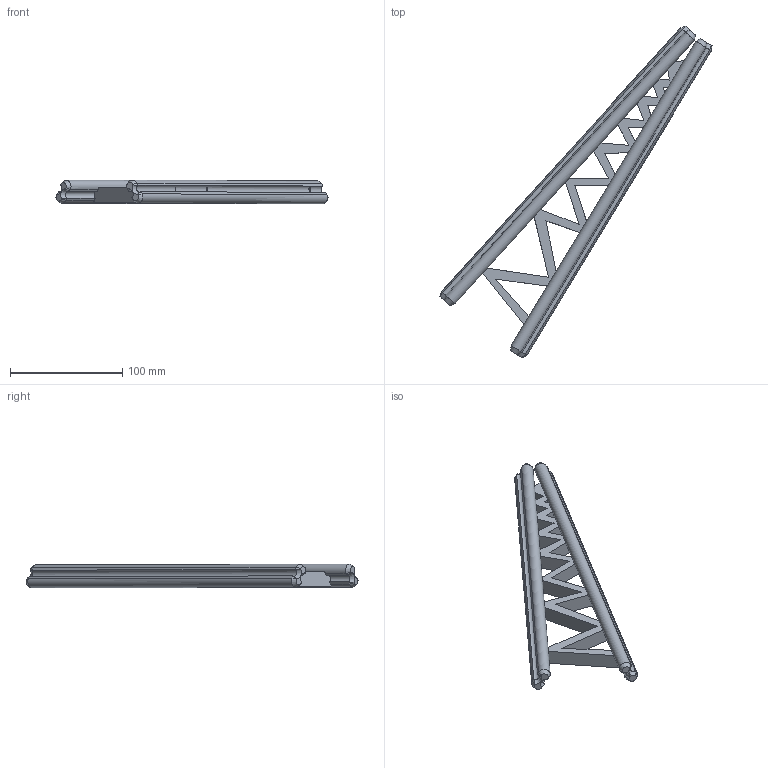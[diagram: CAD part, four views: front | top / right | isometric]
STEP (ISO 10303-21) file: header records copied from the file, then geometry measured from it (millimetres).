
FILE_DESCRIPTION(/* description */ (''),/* implementation_level */ '2;1');
FILE_NAME(/* name */ 'Plck.step',/* time_stamp */ '2022-11-12T10:56:25+01:00',/* author */ (''),/* organization */ (''),/* preprocessor_version */ 'ST-DEVELOPER v19.2',/* originating_system */ 'Autodesk Translation Framework v11.17.0.187',/* authorisation */ '');
FILE_SCHEMA (('AUTOMOTIVE_DESIGN { 1 0 10303 214 3 1 1 }'));
Length unit declared in the file: millimetre
Products named in the file (3): Teljes; palca 325mm; Part3
Assembly tree (2 placements, depth 2):
  Teljes
    palca 325mm
    Part3
Bounding box: 242.21 x 295.56 x 21.22 mm (x, y, z)
Volume: 167303.8 mm3; surface area: 59874.6 mm2
Topology: 1 solids, 1 shells, 145 faces, 484 edges, 312 vertices
Faces by surface type: plane 106, cylinder 23, cone 16
Entity records: 5381 total; most frequent: CARTESIAN_POINT 1038, ORIENTED_EDGE 968, DIRECTION 881, EDGE_CURVE 484, VERTEX_POINT 312, LINE 295, VECTOR 295, AXIS2_PLACEMENT_3D 293
